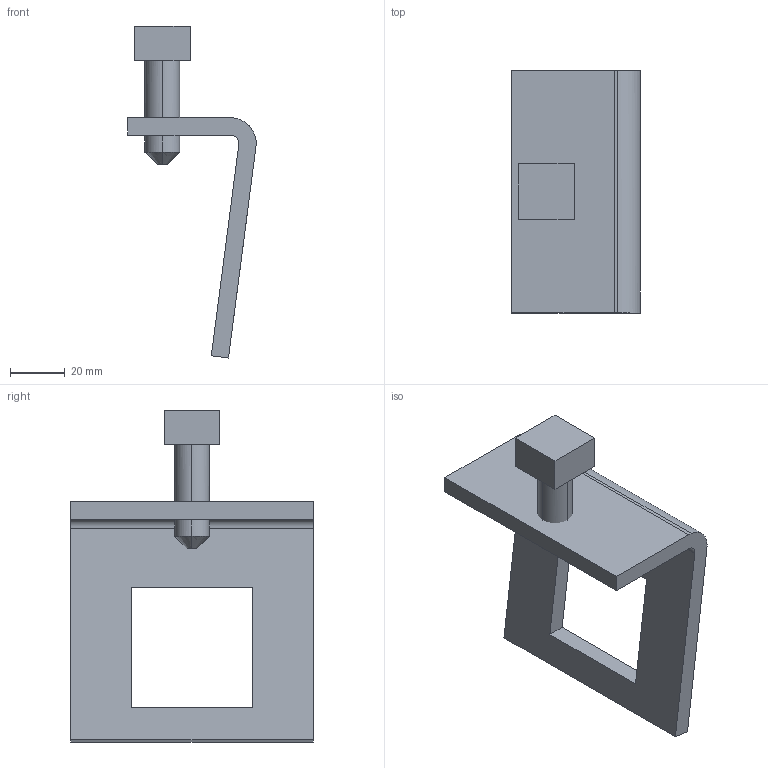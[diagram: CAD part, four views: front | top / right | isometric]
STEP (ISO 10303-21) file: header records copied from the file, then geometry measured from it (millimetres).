
FILE_DESCRIPTION(('TurboCAD Mac Pro'),'Build 980');
FILE_NAME('P1796S.stp',' ',(''),(''),'ACIS Interop','IMSI','TurboCAD Mac Pro BY IMSI, INCORPORATED');
FILE_SCHEMA(('automotive_design'));
Length unit declared in the file: inch
Products named in the file (2): 1; 2
Bounding box: 47.1 x 88.9 x 121.76 mm (x, y, z)
Volume: 68652.4 mm3; surface area: 25662.5 mm2
Topology: 2 solids, 2 shells, 31 faces, 74 edges, 48 vertices
Faces by surface type: plane 19, bspline 12
Entity records: 1913 total; most frequent: CARTESIAN_POINT 759, ORIENTED_EDGE 148, DIRECTION 96, STYLED_ITEM 75, PRESENTATION_STYLE_ASSIGNMENT 75, COLOUR_RGB 75, EDGE_CURVE 74, LINE 54
